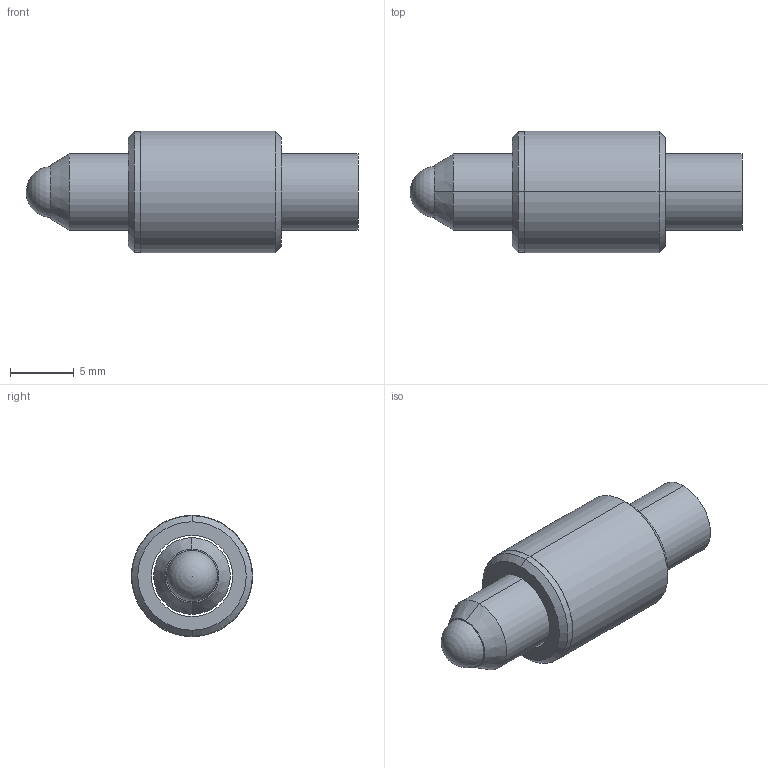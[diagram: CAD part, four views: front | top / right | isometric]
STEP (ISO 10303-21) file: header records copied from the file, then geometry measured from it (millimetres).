
FILE_DESCRIPTION (( 'STEP AP214' ), '1' );
FILE_NAME ('07SRW-6D.STEP', '2018-09-11T06:58:39', ( '' ), ( '' ), 'SwSTEP 2.0', 'SolidWorks 2016', '' );
FILE_SCHEMA (( 'AUTOMOTIVE_DESIGN' ));
Length unit declared in the file: millimetre
Products named in the file (1): 07SRW-6D
Bounding box: 26 x 9.5 x 9.5 mm (x, y, z)
Surface area: 1209.4 mm2 (no closed solid volume)
Topology: 0 solids, 3 shells, 27 faces, 63 edges, 41 vertices
Faces by surface type: plane 11, cylinder 8, cone 6, sphere 2
Entity records: 1056 total; most frequent: DIRECTION 140, CARTESIAN_POINT 124, ORIENTED_EDGE 108, EDGE_CURVE 58, AXIS2_PLACEMENT_3D 54, VERTEX_POINT 38, VECTOR 32, LINE 32
